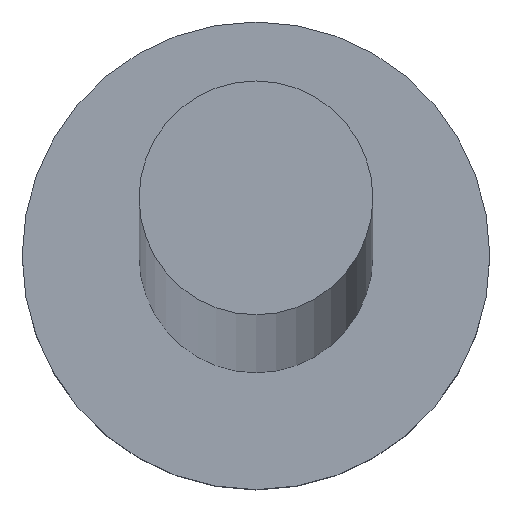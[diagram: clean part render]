
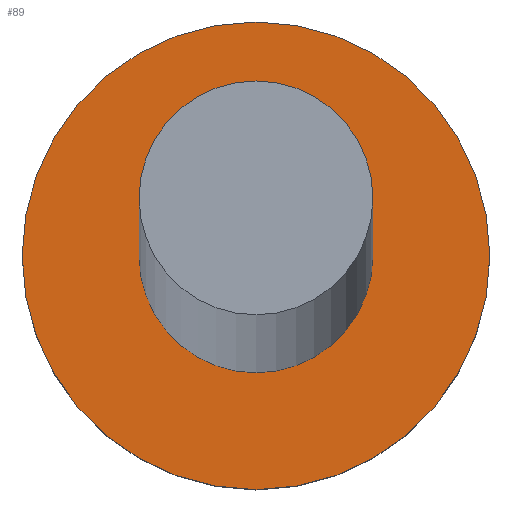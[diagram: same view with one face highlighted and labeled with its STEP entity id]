
A CAD part, top view. The second image highlights one B-rep face of the part: STEP entity #89.
In plain terms, the highlighted planar face has unit normal (0, 0, 1).
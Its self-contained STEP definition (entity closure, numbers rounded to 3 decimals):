
#5 = VERTEX_POINT ( 'NONE', #134 ) ;
#7 = EDGE_CURVE ( 'NONE', #190, #5, #175, .T. ) ;
#11 = FACE_OUTER_BOUND ( 'NONE', #213, .T. ) ;
#15 = ORIENTED_EDGE ( 'NONE', *, *, #106, .F. ) ;
#41 = CIRCLE ( 'NONE', #237, 3.5 ) ;
#43 = DIRECTION ( 'NONE',  ( 1., 0., 0. ) ) ;
#45 = CARTESIAN_POINT ( 'NONE',  ( 0., 0., 3. ) ) ;
#53 = CARTESIAN_POINT ( 'NONE',  ( 0., 0., 3. ) ) ;
#59 = EDGE_CURVE ( 'NONE', #204, #200, #180, .T. ) ;
#60 = DIRECTION ( 'NONE',  ( 0., 0., 1. ) ) ;
#61 = CIRCLE ( 'NONE', #143, 1.75 ) ;
#62 = CARTESIAN_POINT ( 'NONE',  ( -1.75, 0., 3. ) ) ;
#63 = DIRECTION ( 'NONE',  ( 1., 0., 0. ) ) ;
#64 = EDGE_CURVE ( 'NONE', #5, #190, #41, .T. ) ;
#86 = DIRECTION ( 'NONE',  ( 0., 0., 1. ) ) ;
#89 = ADVANCED_FACE ( 'NONE', ( #248, #11 ), #162, .T. ) ;
#106 = EDGE_CURVE ( 'NONE', #200, #204, #61, .T. ) ;
#114 = CARTESIAN_POINT ( 'NONE',  ( -3.5, 0., 3. ) ) ;
#115 = CARTESIAN_POINT ( 'NONE',  ( 0., 0., 3. ) ) ;
#134 = CARTESIAN_POINT ( 'NONE',  ( 3.5, 0., 3. ) ) ;
#135 = AXIS2_PLACEMENT_3D ( 'NONE', #197, #241, #63 ) ;
#136 = DIRECTION ( 'NONE',  ( 1., 0., 0. ) ) ;
#137 = ORIENTED_EDGE ( 'NONE', *, *, #59, .F. ) ;
#143 = AXIS2_PLACEMENT_3D ( 'NONE', #179, #60, #182 ) ;
#150 = DIRECTION ( 'NONE',  ( 0., 0., 1. ) ) ;
#162 = PLANE ( 'NONE',  #243 ) ;
#167 = AXIS2_PLACEMENT_3D ( 'NONE', #53, #150, #172 ) ;
#172 = DIRECTION ( 'NONE',  ( 1., 0., 0. ) ) ;
#175 = CIRCLE ( 'NONE', #167, 3.5 ) ;
#179 = CARTESIAN_POINT ( 'NONE',  ( 0., 0., 3. ) ) ;
#180 = CIRCLE ( 'NONE', #135, 1.75 ) ;
#182 = DIRECTION ( 'NONE',  ( 1., 0., 0. ) ) ;
#190 = VERTEX_POINT ( 'NONE', #114 ) ;
#197 = CARTESIAN_POINT ( 'NONE',  ( 0., 0., 3. ) ) ;
#200 = VERTEX_POINT ( 'NONE', #62 ) ;
#204 = VERTEX_POINT ( 'NONE', #226 ) ;
#209 = DIRECTION ( 'NONE',  ( 0., 0., 1. ) ) ;
#213 = EDGE_LOOP ( 'NONE', ( #238, #244 ) ) ;
#221 = EDGE_LOOP ( 'NONE', ( #15, #137 ) ) ;
#226 = CARTESIAN_POINT ( 'NONE',  ( 1.75, 0., 3. ) ) ;
#237 = AXIS2_PLACEMENT_3D ( 'NONE', #115, #209, #43 ) ;
#238 = ORIENTED_EDGE ( 'NONE', *, *, #7, .T. ) ;
#241 = DIRECTION ( 'NONE',  ( 0., 0., 1. ) ) ;
#243 = AXIS2_PLACEMENT_3D ( 'NONE', #45, #86, #136 ) ;
#244 = ORIENTED_EDGE ( 'NONE', *, *, #64, .T. ) ;
#248 = FACE_BOUND ( 'NONE', #221, .T. ) ;
